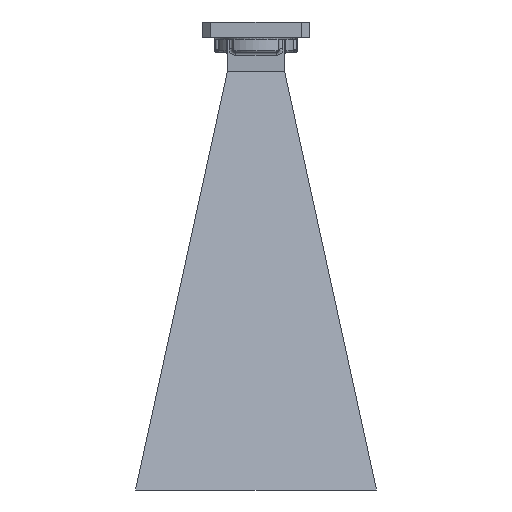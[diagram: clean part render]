
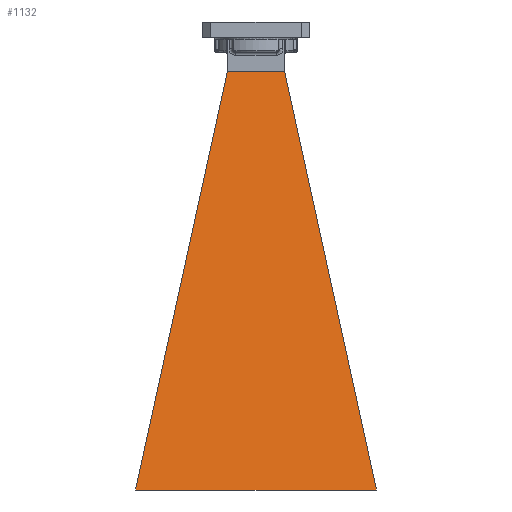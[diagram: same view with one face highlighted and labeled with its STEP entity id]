
A CAD part, front view. The second image highlights one B-rep face of the part: STEP entity #1132.
In plain terms, the highlighted planar face has unit normal (0, -0.985, 0.172).
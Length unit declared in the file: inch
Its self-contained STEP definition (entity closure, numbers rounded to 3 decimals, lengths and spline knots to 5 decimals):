
#11 = CARTESIAN_POINT ( 'NONE',  ( 0.351, -0.1955, -0.61 ) ) ;
#19 = LINE ( 'NONE', #4951, #2000 ) ;
#58 = CARTESIAN_POINT ( 'NONE',  ( -1.48, -1.095, -5.75 ) ) ;
#95 = CARTESIAN_POINT ( 'NONE',  ( -0.117, -0.1955, -0.61 ) ) ;
#282 = VECTOR ( 'NONE', #4195, 39.37008 ) ;
#332 = VECTOR ( 'NONE', #4258, 39.37008 ) ;
#808 = CARTESIAN_POINT ( 'NONE',  ( 0., -0.08611, 0.01507 ) ) ;
#822 = VERTEX_POINT ( 'NONE', #11 ) ;
#924 = LINE ( 'NONE', #5098, #332 ) ;
#1107 = EDGE_LOOP ( 'NONE', ( #4025, #3159, #3344, #2808 ) ) ;
#1132 = ADVANCED_FACE ( 'NONE', ( #1997 ), #5032, .T. ) ;
#1450 = CARTESIAN_POINT ( 'NONE',  ( 1.48, -1.095, -5.75 ) ) ;
#1689 = CARTESIAN_POINT ( 'NONE',  ( 1.48, -1.095, -5.75 ) ) ;
#1997 = FACE_OUTER_BOUND ( 'NONE', #1107, .T. ) ;
#2000 = VECTOR ( 'NONE', #2421, 39.37008 ) ;
#2073 = VERTEX_POINT ( 'NONE', #3404 ) ;
#2098 = VERTEX_POINT ( 'NONE', #58 ) ;
#2421 = DIRECTION ( 'NONE',  ( 0.211, 0.168, 0.963 ) ) ;
#2614 = AXIS2_PLACEMENT_3D ( 'NONE', #808, #5450, #3768 ) ;
#2808 = ORIENTED_EDGE ( 'NONE', *, *, #3965, .T. ) ;
#2999 = CARTESIAN_POINT ( 'NONE',  ( -0.351, -0.1955, -0.61 ) ) ;
#3017 = CARTESIAN_POINT ( 'NONE',  ( 0.351, -0.1955, -0.61 ) ) ;
#3159 = ORIENTED_EDGE ( 'NONE', *, *, #3683, .T. ) ;
#3344 = ORIENTED_EDGE ( 'NONE', *, *, #4598, .F. ) ;
#3404 = CARTESIAN_POINT ( 'NONE',  ( -0.351, -0.1955, -0.61 ) ) ;
#3683 = EDGE_CURVE ( 'NONE', #822, #2073, #5112, .T. ) ;
#3762 = VERTEX_POINT ( 'NONE', #1450 ) ;
#3768 = DIRECTION ( 'NONE',  ( 0., -0.172, -0.985 ) ) ;
#3965 = EDGE_CURVE ( 'NONE', #2098, #3762, #924, .T. ) ;
#4025 = ORIENTED_EDGE ( 'NONE', *, *, #5160, .T. ) ;
#4195 = DIRECTION ( 'NONE',  ( -0.211, 0.168, 0.963 ) ) ;
#4258 = DIRECTION ( 'NONE',  ( 1., 0., 0. ) ) ;
#4598 = EDGE_CURVE ( 'NONE', #2098, #2073, #19, .T. ) ;
#4951 = CARTESIAN_POINT ( 'NONE',  ( -1.48, -1.095, -5.75 ) ) ;
#5032 = PLANE ( 'NONE',  #2614 ) ;
#5098 = CARTESIAN_POINT ( 'NONE',  ( -1.48, -1.095, -5.75 ) ) ;
#5112 = B_SPLINE_CURVE_WITH_KNOTS ( 'NONE', 3,
 ( #3017, #5166, #95, #2999 ),
 .UNSPECIFIED., .F., .F.,
 ( 4, 4 ),
 ( 0., 1. ),
 .UNSPECIFIED. ) ;
#5136 = LINE ( 'NONE', #1689, #282 ) ;
#5160 = EDGE_CURVE ( 'NONE', #3762, #822, #5136, .T. ) ;
#5166 = CARTESIAN_POINT ( 'NONE',  ( 0.117, -0.1955, -0.61 ) ) ;
#5450 = DIRECTION ( 'NONE',  ( 0., -0.985, 0.172 ) ) ;
